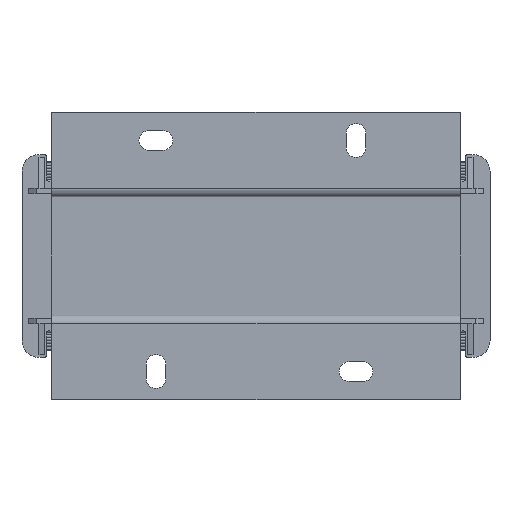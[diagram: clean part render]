
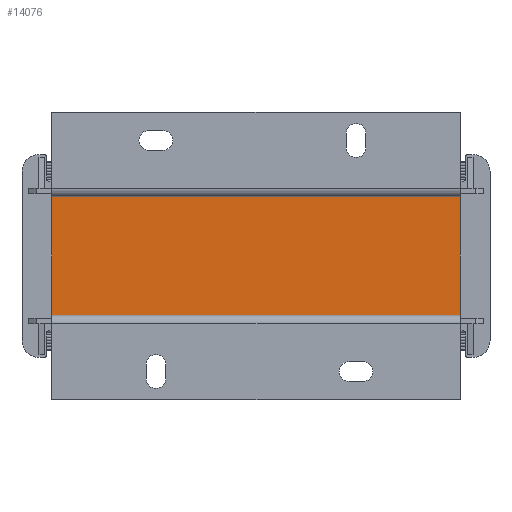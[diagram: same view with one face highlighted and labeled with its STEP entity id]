
A CAD part, front view. The second image highlights one B-rep face of the part: STEP entity #14076.
In plain terms, the highlighted planar face has unit normal (0, -1, 0).
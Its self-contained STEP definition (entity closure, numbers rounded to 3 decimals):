
#246 = CARTESIAN_POINT ( 'NONE',  ( 145., 0., 42. ) ) ;
#667 = VECTOR ( 'NONE', #8385, 1000. ) ;
#3277 = CARTESIAN_POINT ( 'NONE',  ( 145., 0., 0. ) ) ;
#4584 = EDGE_LOOP ( 'NONE', ( #29171, #33906, #4666, #11513 ) ) ;
#4666 = ORIENTED_EDGE ( 'NONE', *, *, #52970, .F. ) ;
#8385 = DIRECTION ( 'NONE',  ( 1., 0., 0. ) ) ;
#9319 = EDGE_CURVE ( 'NONE', #10629, #47674, #12455, .T. ) ;
#9804 = CARTESIAN_POINT ( 'NONE',  ( 145., 0., 42. ) ) ;
#10629 = VERTEX_POINT ( 'NONE', #9804 ) ;
#11513 = ORIENTED_EDGE ( 'NONE', *, *, #52919, .T. ) ;
#12455 = LINE ( 'NONE', #246, #52864 ) ;
#13156 = VERTEX_POINT ( 'NONE', #50152 ) ;
#13454 = VECTOR ( 'NONE', #45265, 1000. ) ;
#14076 = ADVANCED_FACE ( 'NONE', ( #17069 ), #41530, .F. ) ;
#16587 = CARTESIAN_POINT ( 'NONE',  ( 0., 0., 42. ) ) ;
#16766 = DIRECTION ( 'NONE',  ( 0., 0., -1. ) ) ;
#17069 = FACE_OUTER_BOUND ( 'NONE', #4584, .T. ) ;
#19337 = LINE ( 'NONE', #32819, #13454 ) ;
#21165 = CARTESIAN_POINT ( 'NONE',  ( 0., 0., 42. ) ) ;
#21256 = AXIS2_PLACEMENT_3D ( 'NONE', #16587, #49335, #28744 ) ;
#24561 = DIRECTION ( 'NONE',  ( 0., 0., -1. ) ) ;
#27384 = VERTEX_POINT ( 'NONE', #48932 ) ;
#28744 = DIRECTION ( 'NONE',  ( 0., 0., 1. ) ) ;
#29171 = ORIENTED_EDGE ( 'NONE', *, *, #38131, .T. ) ;
#32819 = CARTESIAN_POINT ( 'NONE',  ( 0., 0., 0. ) ) ;
#33906 = ORIENTED_EDGE ( 'NONE', *, *, #9319, .F. ) ;
#38131 = EDGE_CURVE ( 'NONE', #13156, #47674, #19337, .T. ) ;
#41530 = PLANE ( 'NONE',  #21256 ) ;
#45265 = DIRECTION ( 'NONE',  ( 1., 0., 0. ) ) ;
#46331 = LINE ( 'NONE', #21165, #667 ) ;
#47674 = VERTEX_POINT ( 'NONE', #3277 ) ;
#48314 = LINE ( 'NONE', #52858, #50930 ) ;
#48932 = CARTESIAN_POINT ( 'NONE',  ( 0., 0., 42. ) ) ;
#49335 = DIRECTION ( 'NONE',  ( 0., 1., 0. ) ) ;
#50152 = CARTESIAN_POINT ( 'NONE',  ( 0., 0., 0. ) ) ;
#50930 = VECTOR ( 'NONE', #16766, 1000. ) ;
#52858 = CARTESIAN_POINT ( 'NONE',  ( 0., 0., 42. ) ) ;
#52864 = VECTOR ( 'NONE', #24561, 1000. ) ;
#52919 = EDGE_CURVE ( 'NONE', #27384, #13156, #48314, .T. ) ;
#52970 = EDGE_CURVE ( 'NONE', #27384, #10629, #46331, .T. ) ;
